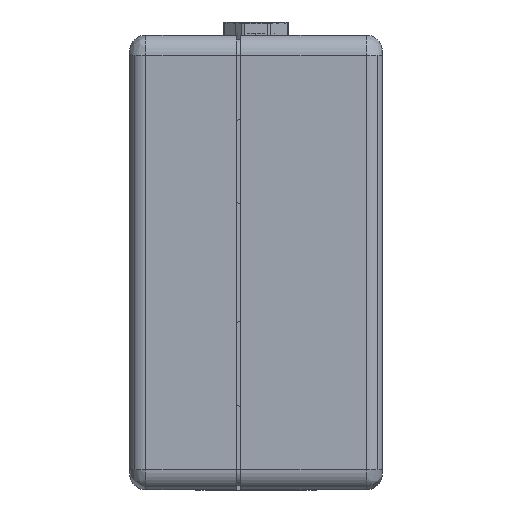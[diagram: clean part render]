
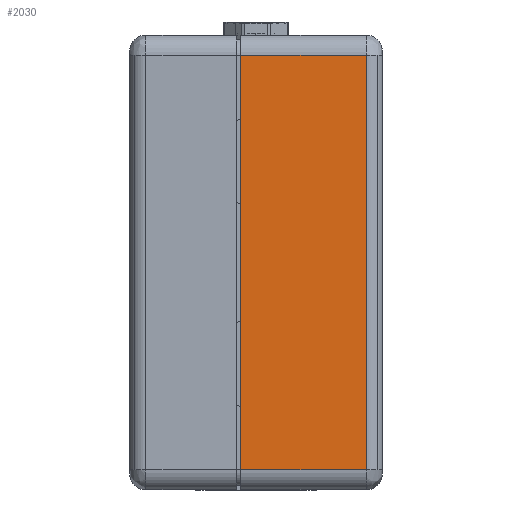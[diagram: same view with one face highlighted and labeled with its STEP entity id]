
A CAD part, left-side view. The second image highlights one B-rep face of the part: STEP entity #2030.
In plain terms, the highlighted planar face has unit normal (-1, 0, 0).
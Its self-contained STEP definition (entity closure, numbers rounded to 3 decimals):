
#1279 = LINE ( 'NONE', #5570, #2831 ) ;
#2030 = ADVANCED_FACE ( 'NONE', ( #42351 ), #5594, .T. ) ;
#2831 = VECTOR ( 'NONE', #21932, 1000. ) ;
#3440 = CARTESIAN_POINT ( 'NONE',  ( -638.327, -94.622, -286.316 ) ) ;
#4927 = CARTESIAN_POINT ( 'NONE',  ( -638.327, 29.378, 123.684 ) ) ;
#5570 = CARTESIAN_POINT ( 'NONE',  ( -638.327, 14.378, 123.684 ) ) ;
#5594 = PLANE ( 'NONE',  #26044 ) ;
#5960 = ORIENTED_EDGE ( 'NONE', *, *, #47688, .F. ) ;
#6048 = CARTESIAN_POINT ( 'NONE',  ( -638.327, 29.378, -286.316 ) ) ;
#6900 = EDGE_CURVE ( 'NONE', #38721, #12715, #1279, .T. ) ;
#11684 = CARTESIAN_POINT ( 'NONE',  ( -638.327, -94.622, 123.684 ) ) ;
#12715 = VERTEX_POINT ( 'NONE', #11684 ) ;
#12768 = ORIENTED_EDGE ( 'NONE', *, *, #6900, .F. ) ;
#13278 = CARTESIAN_POINT ( 'NONE',  ( -638.327, 29.378, -286.316 ) ) ;
#14424 = CARTESIAN_POINT ( 'NONE',  ( -638.327, 14.378, -286.316 ) ) ;
#20793 = DIRECTION ( 'NONE',  ( 0., 0., -1. ) ) ;
#21932 = DIRECTION ( 'NONE',  ( 0., -1., 0. ) ) ;
#23273 = CARTESIAN_POINT ( 'NONE',  ( -638.327, 14.378, -286.316 ) ) ;
#23535 = DIRECTION ( 'NONE',  ( -1., 0., 0. ) ) ;
#25087 = ORIENTED_EDGE ( 'NONE', *, *, #39651, .T. ) ;
#25354 = LINE ( 'NONE', #13278, #52592 ) ;
#25891 = DIRECTION ( 'NONE',  ( 0., 0., 1. ) ) ;
#26044 = AXIS2_PLACEMENT_3D ( 'NONE', #23273, #23535, #26765 ) ;
#26250 = DIRECTION ( 'NONE',  ( 0., -1., 0. ) ) ;
#26765 = DIRECTION ( 'NONE',  ( 0., 1., 0. ) ) ;
#28321 = CARTESIAN_POINT ( 'NONE',  ( -638.327, -94.622, -183.816 ) ) ;
#31221 = ORIENTED_EDGE ( 'NONE', *, *, #33124, .F. ) ;
#33124 = EDGE_CURVE ( 'NONE', #12715, #43026, #36897, .T. ) ;
#36897 = LINE ( 'NONE', #28321, #45349 ) ;
#37512 = EDGE_LOOP ( 'NONE', ( #31221, #12768, #5960, #25087 ) ) ;
#38317 = LINE ( 'NONE', #14424, #49515 ) ;
#38721 = VERTEX_POINT ( 'NONE', #4927 ) ;
#39651 = EDGE_CURVE ( 'NONE', #47796, #43026, #38317, .T. ) ;
#42351 = FACE_OUTER_BOUND ( 'NONE', #37512, .T. ) ;
#43026 = VERTEX_POINT ( 'NONE', #3440 ) ;
#45349 = VECTOR ( 'NONE', #20793, 1000. ) ;
#47688 = EDGE_CURVE ( 'NONE', #47796, #38721, #25354, .T. ) ;
#47796 = VERTEX_POINT ( 'NONE', #6048 ) ;
#49515 = VECTOR ( 'NONE', #26250, 1000. ) ;
#52592 = VECTOR ( 'NONE', #25891, 1000. ) ;
